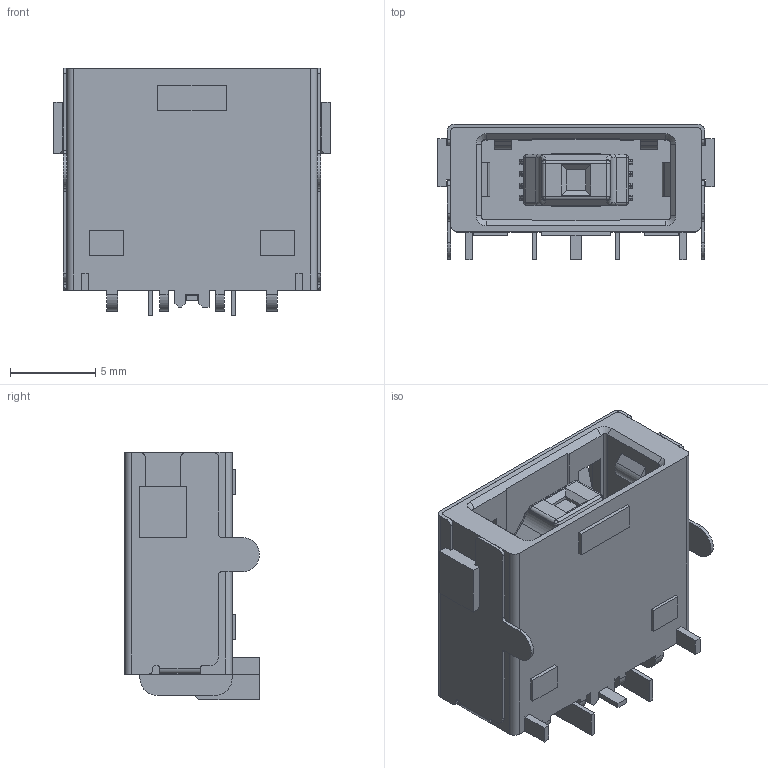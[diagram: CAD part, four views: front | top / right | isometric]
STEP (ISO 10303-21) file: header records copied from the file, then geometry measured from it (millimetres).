
FILE_DESCRIPTION(/* description */ (''),/* implementation_level */ '2;1');
FILE_NAME(/* name */ '1-2129458-1.stp',/* time_stamp */ '2024-09-15T16:54:35-04:00',/* author */ ('Ishaan'),/* organization */ ('Tyco Electronics Ltd.'),/* preprocessor_version */ 'ST-DEVELOPER v19.2',/* originating_system */ 'Autodesk Inventor 2024',/* authorisation */ '');
FILE_SCHEMA (('AUTOMOTIVE_DESIGN { 1 0 10303 214 3 1 1 }'));
Length unit declared in the file: millimetre
Products named in the file (1): C-1-2129458-1
Bounding box: 16.2 x 7.9 x 14.5 mm (x, y, z)
Volume: 902.8 mm3; surface area: 1316.8 mm2
Topology: 1 solids, 1 shells, 480 faces, 1279 edges, 816 vertices
Faces by surface type: plane 296, cylinder 144, torus 20, bspline 16, cone 4
Entity records: 16036 total; most frequent: CARTESIAN_POINT 3578, ORIENTED_EDGE 2546, DIRECTION 2545, EDGE_CURVE 1273, LINE 915, VECTOR 915, VERTEX_POINT 816, AXIS2_PLACEMENT_3D 815
